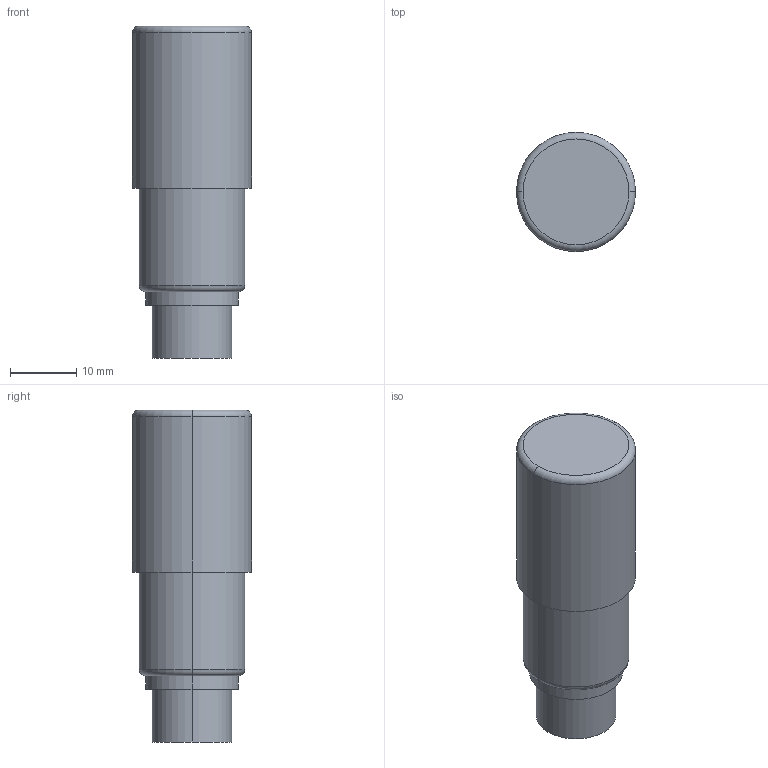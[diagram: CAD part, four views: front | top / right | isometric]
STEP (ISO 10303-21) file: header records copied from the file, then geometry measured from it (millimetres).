
FILE_DESCRIPTION((''),'2;1');
FILE_NAME('18G40_D301141B','2005-11-02T',('Pepperl+Fuchs'),('Industriehansa'),'PRO/ENGINEER BY PARAMETRIC TECHNOLOGY CORPORATION, 2005290','PRO/ENGINEER BY PARAMETRIC TECHNOLOGY CORPORATION, 2005290','');
FILE_SCHEMA(('AUTOMOTIVE_DESIGN_CC2 { 1 2 10303 214 -1 1 5 2 }'));
Length unit declared in the file: millimetre
Products named in the file (1): 18G40_D301141B
Bounding box: 18 x 18 x 50.2 mm (x, y, z)
Volume: 10581.5 mm3; surface area: 3026.4 mm2
Topology: 1 solids, 1 shells, 16 faces, 38 edges, 30 vertices
Faces by surface type: cylinder 8, plane 4, torus 4
Entity records: 715 total; most frequent: DIRECTION 98, CARTESIAN_POINT 73, ORIENTED_EDGE 60, PRESENTATION_STYLE_ASSIGNMENT 50, STYLED_ITEM 44, AXIS2_PLACEMENT_3D 43, CURVE_STYLE 41, EDGE_CURVE 30
